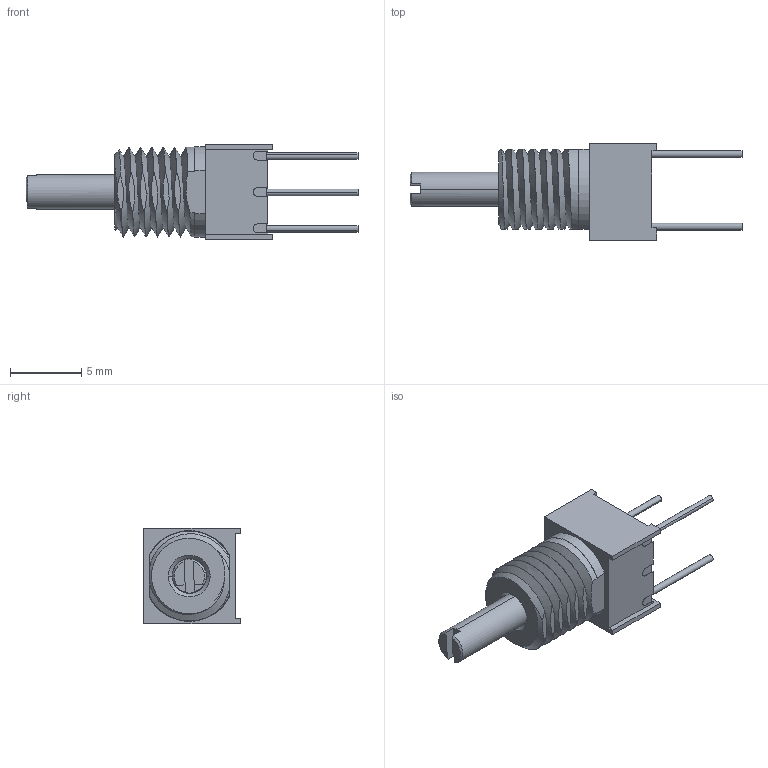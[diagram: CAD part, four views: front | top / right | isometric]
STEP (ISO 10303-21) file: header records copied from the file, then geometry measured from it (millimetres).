
FILE_DESCRIPTION((''),'2;1');
FILE_NAME('33756-70405','2012-10-29T',('stevec'),('Bourns, Inc.'),'PRO/ENGINEER BY PARAMETRIC TECHNOLOGY CORPORATION, 2012230','PRO/ENGINEER BY PARAMETRIC TECHNOLOGY CORPORATION, 2012230','');
FILE_SCHEMA(('CONFIG_CONTROL_DESIGN'));
Length unit declared in the file: inch
Products named in the file (1): 33756-70405
Bounding box: 23.23 x 6.78 x 6.71 mm (x, y, z)
Volume: 361.3 mm3; surface area: 654.2 mm2
Topology: 1 solids, 2 shells, 156 faces, 421 edges, 277 vertices
Faces by surface type: plane 96, cylinder 42, cone 14, bspline 4
Entity records: 6458 total; most frequent: CARTESIAN_POINT 2606, ORIENTED_EDGE 842, DIRECTION 714, EDGE_CURVE 421, VERTEX_POINT 277, VECTOR 260, LINE 260, AXIS2_PLACEMENT_3D 227
